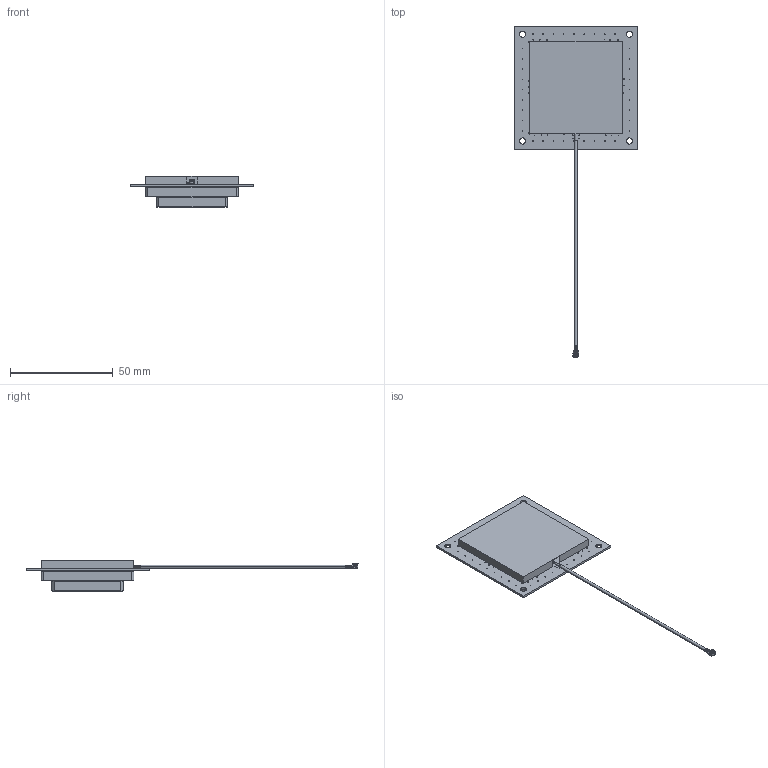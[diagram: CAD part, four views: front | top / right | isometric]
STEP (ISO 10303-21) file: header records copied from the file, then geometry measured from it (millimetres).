
FILE_DESCRIPTION (( 'STEP AP214' ), '1' );
FILE_NAME ('AHP54510.07.0100C_Web.STEP', '2024-03-22T05:07:08', ( '' ), ( '' ), 'SwSTEP 2.0', 'SolidWorks 2022', '' );
FILE_SCHEMA (( 'AUTOMOTIVE_DESIGN' ));
Length unit declared in the file: millimetre
Products named in the file (1): AHP54510.07.0100C_Web
Bounding box: 60 x 161.65 x 15.41 mm (x, y, z)
Surface area: 15364.3 mm2 (no closed solid volume)
Topology: 0 solids, 48 shells, 318 faces, 2633 edges, 2350 vertices
Faces by surface type: cylinder 145, plane 141, bspline 17, cone 15
Entity records: 31583 total; most frequent: CARTESIAN_POINT 8194, DIRECTION 4010, ORIENTED_EDGE 3246, EDGE_CURVE 2631, VERTEX_POINT 2350, VECTOR 1360, LINE 1360, AXIS2_PLACEMENT_3D 1325
